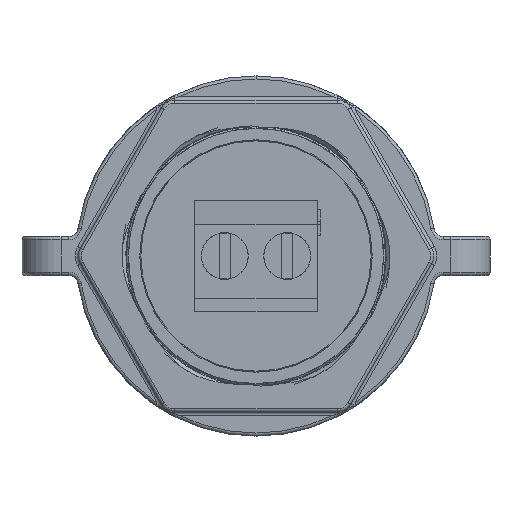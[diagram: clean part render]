
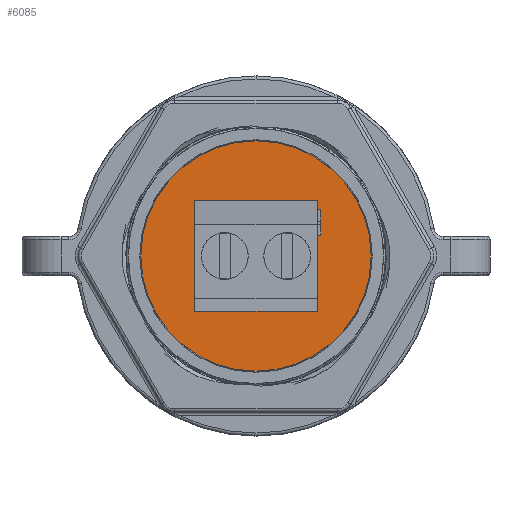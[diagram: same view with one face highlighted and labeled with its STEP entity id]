
A CAD part, front view. The second image highlights one B-rep face of the part: STEP entity #6085.
In plain terms, the highlighted planar face has unit normal (0, -1, 0).
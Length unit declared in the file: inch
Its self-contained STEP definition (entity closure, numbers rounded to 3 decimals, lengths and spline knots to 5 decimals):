
#166 = CIRCLE ( 'NONE', #4023, 0.369 ) ;
#386 = CARTESIAN_POINT ( 'NONE',  ( 0., 0., 0.369 ) ) ;
#490 = EDGE_CURVE ( 'NONE', #6635, #17053, #3611, .T. ) ;
#1976 = CARTESIAN_POINT ( 'NONE',  ( 0., 0., 0. ) ) ;
#2151 = DIRECTION ( 'NONE',  ( 0., 1., 0. ) ) ;
#2738 = DIRECTION ( 'NONE',  ( 0., 1., 0. ) ) ;
#3611 = CIRCLE ( 'NONE', #4941, 0.369 ) ;
#3742 = CARTESIAN_POINT ( 'NONE',  ( 0., 0., -0.369 ) ) ;
#4023 = AXIS2_PLACEMENT_3D ( 'NONE', #11471, #2738, #12962 ) ;
#4941 = AXIS2_PLACEMENT_3D ( 'NONE', #1976, #2151, #17839 ) ;
#5035 = FACE_OUTER_BOUND ( 'NONE', #8583, .T. ) ;
#5194 = DIRECTION ( 'NONE',  ( 0., 0., 1. ) ) ;
#6085 = ADVANCED_FACE ( 'NONE', ( #5035 ), #12443, .F. ) ;
#6635 = VERTEX_POINT ( 'NONE', #3742 ) ;
#7739 = EDGE_CURVE ( 'NONE', #17053, #6635, #166, .T. ) ;
#8135 = ORIENTED_EDGE ( 'NONE', *, *, #490, .F. ) ;
#8583 = EDGE_LOOP ( 'NONE', ( #8135, #13374 ) ) ;
#10976 = CARTESIAN_POINT ( 'NONE',  ( 0., 0., 0. ) ) ;
#11471 = CARTESIAN_POINT ( 'NONE',  ( 0., 0., 0. ) ) ;
#12443 = PLANE ( 'NONE',  #18024 ) ;
#12962 = DIRECTION ( 'NONE',  ( 0., 0., 1. ) ) ;
#13374 = ORIENTED_EDGE ( 'NONE', *, *, #7739, .F. ) ;
#13963 = DIRECTION ( 'NONE',  ( 0., 1., 0. ) ) ;
#17053 = VERTEX_POINT ( 'NONE', #386 ) ;
#17839 = DIRECTION ( 'NONE',  ( 0., 0., 1. ) ) ;
#18024 = AXIS2_PLACEMENT_3D ( 'NONE', #10976, #13963, #5194 ) ;
